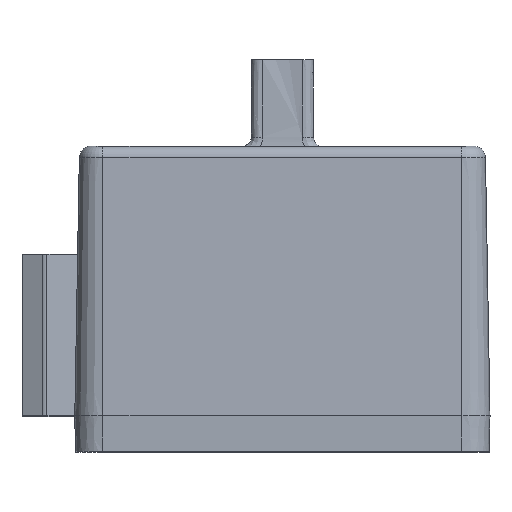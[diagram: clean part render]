
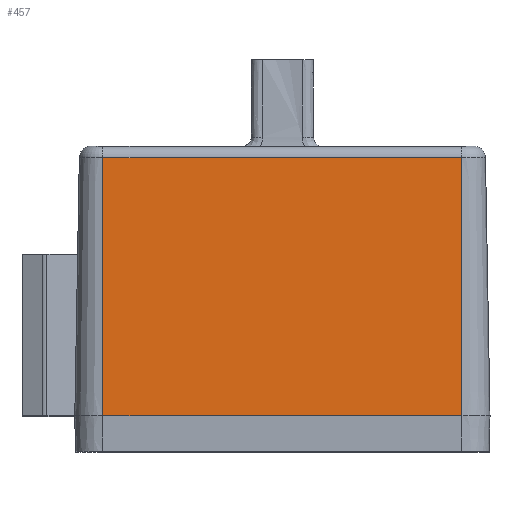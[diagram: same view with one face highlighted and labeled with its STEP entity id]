
A CAD part, top view. The second image highlights one B-rep face of the part: STEP entity #457.
In plain terms, the highlighted planar face has unit normal (0, 0.018, 1).
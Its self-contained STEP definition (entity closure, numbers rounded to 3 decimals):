
#457=ADVANCED_FACE('',(#1116),#1117,.T.);
#1116=FACE_OUTER_BOUND('',#2037,.T.);
#1117=PLANE('',#2038);
#2037=EDGE_LOOP('',(#3789,#3790,#3791,#3792));
#2038=AXIS2_PLACEMENT_3D('',#3793,#3794,#3795);
#3789=ORIENTED_EDGE('',*,*,#5956,.T.);
#3790=ORIENTED_EDGE('',*,*,#5957,.T.);
#3791=ORIENTED_EDGE('',*,*,#5958,.T.);
#3792=ORIENTED_EDGE('',*,*,#5797,.T.);
#3793=CARTESIAN_POINT('',(19.95,1.5,32.37));
#3794=DIRECTION('',(0.0,0.017,1.));
#3795=DIRECTION('',(-1.0,0.0,0.0));
#5797=EDGE_CURVE('',#6961,#6955,#6992,.T.);
#5956=EDGE_CURVE('',#6955,#7243,#7244,.T.);
#5957=EDGE_CURVE('',#7243,#7245,#7246,.T.);
#5958=EDGE_CURVE('',#7245,#6961,#7247,.T.);
#6955=VERTEX_POINT('',#8786);
#6961=VERTEX_POINT('',#8793);
#6992=LINE('',#8884,#8885);
#7243=VERTEX_POINT('',#9360);
#7244=LINE('',#9361,#9362);
#7245=VERTEX_POINT('',#9363);
#7246=LINE('',#9364,#9365);
#7247=LINE('',#9366,#9367);
#8786=CARTESIAN_POINT('',(18.75,1.5,32.37));
#8793=CARTESIAN_POINT('',(3.45,1.5,32.37));
#8884=CARTESIAN_POINT('',(19.95,1.5,32.37));
#8885=VECTOR('',#10967,1.0);
#9360=CARTESIAN_POINT('',(18.75,12.509,32.178));
#9361=CARTESIAN_POINT('',(18.75,1.5,32.37));
#9362=VECTOR('',#11111,1.0);
#9363=CARTESIAN_POINT('',(3.45,12.509,32.178));
#9364=CARTESIAN_POINT('',(19.95,12.509,32.178));
#9365=VECTOR('',#11112,1.0);
#9366=CARTESIAN_POINT('',(3.45,1.5,32.37));
#9367=VECTOR('',#11113,1.0);
#10967=DIRECTION('',(1.0,0.0,0.0));
#11111=DIRECTION('',(0.0,1.,-0.017));
#11112=DIRECTION('',(-1.0,0.0,0.0));
#11113=DIRECTION('',(0.0,-1.,0.017));
